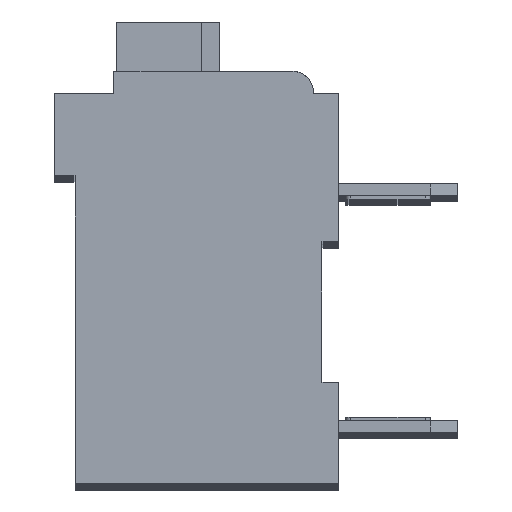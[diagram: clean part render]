
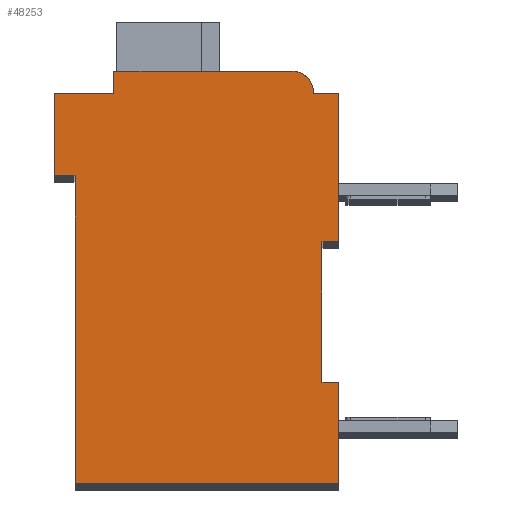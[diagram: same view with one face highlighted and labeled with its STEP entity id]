
A CAD part, top view. The second image highlights one B-rep face of the part: STEP entity #48253.
In plain terms, the highlighted planar face has unit normal (0, 0, 1).
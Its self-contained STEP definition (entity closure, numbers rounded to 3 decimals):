
#14500=DIRECTION('',(1.,0.,0.));
#14501=VECTOR('',#14500,0.5);
#14502=CARTESIAN_POINT('',(7.3,7.15,2.1));
#14503=LINE('',#14502,#14501);
#14504=DIRECTION('',(0.,1.,0.));
#14505=VECTOR('',#14504,4.15);
#14506=CARTESIAN_POINT('',(7.3,3.,2.1));
#14507=LINE('',#14506,#14505);
#14508=DIRECTION('',(-1.,0.,0.));
#14509=VECTOR('',#14508,0.5);
#14510=CARTESIAN_POINT('',(7.8,3.,2.1));
#14511=LINE('',#14510,#14509);
#14512=DIRECTION('',(0.,1.,0.));
#14513=VECTOR('',#14512,3.);
#14514=CARTESIAN_POINT('',(7.8,0.,2.1));
#14515=LINE('',#14514,#14513);
#14516=DIRECTION('',(1.,0.,0.));
#14517=VECTOR('',#14516,7.8);
#14518=CARTESIAN_POINT('',(0.,0.,2.1));
#14519=LINE('',#14518,#14517);
#14520=DIRECTION('',(0.,-1.,0.));
#14521=VECTOR('',#14520,9.1);
#14522=CARTESIAN_POINT('',(0.,9.1,2.1));
#14523=LINE('',#14522,#14521);
#14524=DIRECTION('',(1.,0.,0.));
#14525=VECTOR('',#14524,0.6);
#14526=CARTESIAN_POINT('',(-0.6,9.1,2.1));
#14527=LINE('',#14526,#14525);
#14528=DIRECTION('',(0.,-1.,0.));
#14529=VECTOR('',#14528,2.45);
#14530=CARTESIAN_POINT('',(-0.6,11.55,2.1));
#14531=LINE('',#14530,#14529);
#14532=DIRECTION('',(-1.,0.,0.));
#14533=VECTOR('',#14532,1.75);
#14534=CARTESIAN_POINT('',(1.15,11.55,2.1));
#14535=LINE('',#14534,#14533);
#14536=DIRECTION('',(0.,-1.,0.));
#14537=VECTOR('',#14536,0.65);
#14538=CARTESIAN_POINT('',(1.15,12.2,2.1));
#14539=LINE('',#14538,#14537);
#14540=DIRECTION('',(-1.,0.,0.));
#14541=VECTOR('',#14540,5.25);
#14542=CARTESIAN_POINT('',(6.4,12.2,2.1));
#14543=LINE('',#14542,#14541);
#14544=CARTESIAN_POINT('',(6.4,11.55,2.1));
#14545=DIRECTION('',(0.,0.,1.));
#14546=DIRECTION('',(1.,0.,0.));
#14547=AXIS2_PLACEMENT_3D('',#14544,#14545,#14546);
#14549=DIRECTION('',(-1.,0.,0.));
#14550=VECTOR('',#14549,0.75);
#14551=CARTESIAN_POINT('',(7.8,11.55,2.1));
#14552=LINE('',#14551,#14550);
#14553=DIRECTION('',(0.,1.,0.));
#14554=VECTOR('',#14553,4.4);
#14555=CARTESIAN_POINT('',(7.8,7.15,2.1));
#14556=LINE('',#14555,#14554);
#24085=CARTESIAN_POINT('',(7.3,7.15,2.1));
#24086=CARTESIAN_POINT('',(7.8,7.15,2.1));
#24087=VERTEX_POINT('',#24085);
#24088=VERTEX_POINT('',#24086);
#24089=CARTESIAN_POINT('',(7.8,11.55,2.1));
#24090=VERTEX_POINT('',#24089);
#24091=CARTESIAN_POINT('',(7.05,11.55,2.1));
#24092=VERTEX_POINT('',#24091);
#24093=CARTESIAN_POINT('',(6.4,12.2,2.1));
#24094=VERTEX_POINT('',#24093);
#24095=CARTESIAN_POINT('',(1.15,12.2,2.1));
#24096=VERTEX_POINT('',#24095);
#24097=CARTESIAN_POINT('',(1.15,11.55,2.1));
#24098=VERTEX_POINT('',#24097);
#24099=CARTESIAN_POINT('',(-0.6,11.55,2.1));
#24100=VERTEX_POINT('',#24099);
#24101=CARTESIAN_POINT('',(-0.6,9.1,2.1));
#24102=VERTEX_POINT('',#24101);
#24103=CARTESIAN_POINT('',(0.,9.1,2.1));
#24104=VERTEX_POINT('',#24103);
#24105=CARTESIAN_POINT('',(0.,0.,2.1));
#24106=VERTEX_POINT('',#24105);
#24107=CARTESIAN_POINT('',(7.8,0.,2.1));
#24108=VERTEX_POINT('',#24107);
#24109=CARTESIAN_POINT('',(7.8,3.,2.1));
#24110=VERTEX_POINT('',#24109);
#24111=CARTESIAN_POINT('',(7.3,3.,2.1));
#24112=VERTEX_POINT('',#24111);
#48232=CARTESIAN_POINT('',(0.,0.,2.1));
#48233=DIRECTION('',(0.,0.,1.));
#48234=DIRECTION('',(1.,0.,0.));
#48235=AXIS2_PLACEMENT_3D('',#48232,#48233,#48234);
#48236=PLANE('',#48235);
#48237=ORIENTED_EDGE('',*,*,#31726,.F.);
#48238=ORIENTED_EDGE('',*,*,#32804,.F.);
#48239=ORIENTED_EDGE('',*,*,#41696,.F.);
#48240=ORIENTED_EDGE('',*,*,#42321,.F.);
#48241=ORIENTED_EDGE('',*,*,#43042,.F.);
#48242=ORIENTED_EDGE('',*,*,#43991,.F.);
#48243=ORIENTED_EDGE('',*,*,#44354,.F.);
#48244=ORIENTED_EDGE('',*,*,#44708,.F.);
#48245=ORIENTED_EDGE('',*,*,#45245,.F.);
#48246=ORIENTED_EDGE('',*,*,#46262,.F.);
#48247=ORIENTED_EDGE('',*,*,#47068,.F.);
#48248=ORIENTED_EDGE('',*,*,#45296,.F.);
#48249=ORIENTED_EDGE('',*,*,#45993,.F.);
#48250=ORIENTED_EDGE('',*,*,#32699,.F.);
#48251=EDGE_LOOP('',(#48237,#48238,#48239,#48240,#48241,#48242,#48243,#48244,
#48245,#48246,#48247,#48248,#48249,#48250));
#48252=FACE_OUTER_BOUND('',#48251,.F.);
#14548=CIRCLE('',#14547,0.65);
#31726=EDGE_CURVE('',#24087,#24088,#14503,.T.);
#32699=EDGE_CURVE('',#24088,#24090,#14556,.T.);
#32804=EDGE_CURVE('',#24112,#24087,#14507,.T.);
#41696=EDGE_CURVE('',#24110,#24112,#14511,.T.);
#42321=EDGE_CURVE('',#24108,#24110,#14515,.T.);
#43042=EDGE_CURVE('',#24106,#24108,#14519,.T.);
#43991=EDGE_CURVE('',#24104,#24106,#14523,.T.);
#44354=EDGE_CURVE('',#24102,#24104,#14527,.T.);
#44708=EDGE_CURVE('',#24100,#24102,#14531,.T.);
#45245=EDGE_CURVE('',#24098,#24100,#14535,.T.);
#45296=EDGE_CURVE('',#24092,#24094,#14548,.T.);
#45993=EDGE_CURVE('',#24090,#24092,#14552,.T.);
#46262=EDGE_CURVE('',#24096,#24098,#14539,.T.);
#47068=EDGE_CURVE('',#24094,#24096,#14543,.T.);
#48253=ADVANCED_FACE('',(#48252),#48236,.T.);
